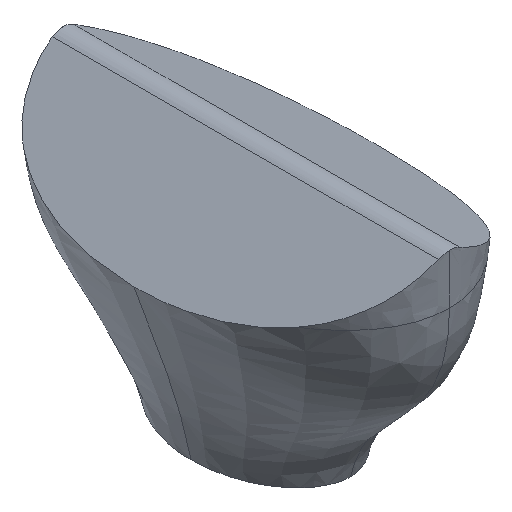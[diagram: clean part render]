
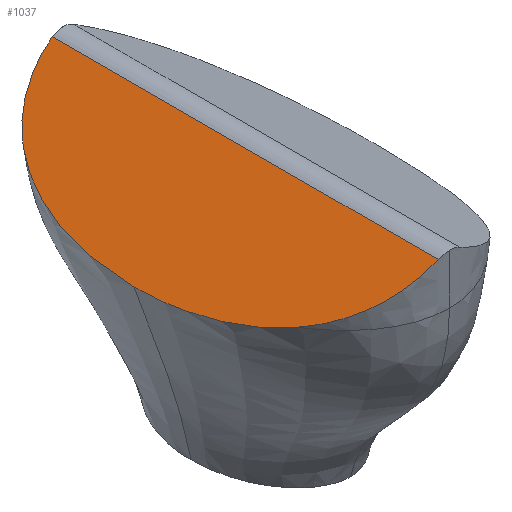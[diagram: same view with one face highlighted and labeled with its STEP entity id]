
A CAD part, isometric view. The second image highlights one B-rep face of the part: STEP entity #1037.
In plain terms, the highlighted planar face has unit normal (-0.5, 0, 0.866).
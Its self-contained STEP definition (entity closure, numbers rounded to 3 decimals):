
#60=CARTESIAN_POINT('',(-56.829,0.,
-287.963));
#61=CARTESIAN_POINT('',(-56.829,3.286,-287.963));
#62=CARTESIAN_POINT('',(-56.647,9.468,-287.858));
#63=CARTESIAN_POINT('',(-56.013,17.476,-287.492));
#64=CARTESIAN_POINT('',(-55.13,24.509,-286.982));
#65=CARTESIAN_POINT('',(-54.058,30.79,-286.363));
#66=CARTESIAN_POINT('',(-52.818,36.525,-285.648));
#67=CARTESIAN_POINT('',(-51.402,41.91,-284.83));
#68=CARTESIAN_POINT('',(-49.749,47.175,-283.876));
#69=CARTESIAN_POINT('',(-47.822,52.359,-282.763));
#70=CARTESIAN_POINT('',(-45.605,57.417,-281.483));
#71=CARTESIAN_POINT('',(-43.944,60.647,-280.524));
#72=CARTESIAN_POINT('',(-43.061,62.228,-280.014));
#94=DIRECTION('',(0.,1.,0.));
#95=VECTOR('',#94,179.476);
#96=CARTESIAN_POINT('',(-5.,-89.738,-258.04));
#97=LINE('',#96,#95);
#98=CARTESIAN_POINT('',(-5.,-89.738,-258.04));
#99=CARTESIAN_POINT('',(-7.334,-89.491,-259.387));
#100=CARTESIAN_POINT('',(-11.771,-88.66,
-261.949));
#101=CARTESIAN_POINT('',(-17.73,-86.605,
-265.389));
#102=CARTESIAN_POINT('',(-23.082,-83.882,
-268.479));
#103=CARTESIAN_POINT('',(-27.93,-80.565,
-271.278));
#104=CARTESIAN_POINT('',(-32.333,-76.703,
-273.82));
#105=CARTESIAN_POINT('',(-36.343,-72.315,
-276.135));
#106=CARTESIAN_POINT('',(-39.942,-67.475,
-278.214));
#107=CARTESIAN_POINT('',(-42.062,-64.015,
-279.438));
#108=CARTESIAN_POINT('',(-43.061,-62.228,
-280.014));
#245=CARTESIAN_POINT('',(-43.061,-62.228,
-280.014));
#246=CARTESIAN_POINT('',(-43.952,-60.633,
-280.529));
#247=CARTESIAN_POINT('',(-45.628,-57.372,
-281.497));
#248=CARTESIAN_POINT('',(-47.864,-52.257,
-282.787));
#249=CARTESIAN_POINT('',(-49.803,-47.021,
-283.907));
#250=CARTESIAN_POINT('',(-51.459,-41.715,
-284.863));
#251=CARTESIAN_POINT('',(-52.873,-36.297,
-285.679));
#252=CARTESIAN_POINT('',(-54.105,-30.545,
-286.39));
#253=CARTESIAN_POINT('',(-55.165,-24.269,
-287.003));
#254=CARTESIAN_POINT('',(-56.033,-17.273,
-287.503));
#255=CARTESIAN_POINT('',(-56.652,-9.337,
-287.861));
#256=CARTESIAN_POINT('',(-56.829,-3.237,
-287.963));
#257=CARTESIAN_POINT('',(-56.829,0.,
-287.963));
#277=CARTESIAN_POINT('',(-43.061,62.228,-280.014));
#278=CARTESIAN_POINT('',(-42.063,64.014,-279.438));
#279=CARTESIAN_POINT('',(-39.944,67.472,-278.215));
#280=CARTESIAN_POINT('',(-36.345,72.312,-276.137));
#281=CARTESIAN_POINT('',(-32.337,76.699,-273.823));
#282=CARTESIAN_POINT('',(-27.94,80.557,-271.284));
#283=CARTESIAN_POINT('',(-23.099,83.871,-268.489));
#284=CARTESIAN_POINT('',(-17.753,86.595,-265.402));
#285=CARTESIAN_POINT('',(-11.791,88.656,-261.961));
#286=CARTESIAN_POINT('',(-7.342,89.49,-259.392));
#287=CARTESIAN_POINT('',(-5.,89.738,-258.04));
#315=VERTEX_POINT('',#98);
#316=VERTEX_POINT('',#108);
#317=VERTEX_POINT('',#277);
#318=VERTEX_POINT('',#287);
#320=VERTEX_POINT('',#257);
#1021=CARTESIAN_POINT('',(-5.,-134.4,-258.04));
#1022=DIRECTION('',(0.5,0.,-0.866));
#1023=DIRECTION('',(-0.866,0.,-0.5));
#1024=AXIS2_PLACEMENT_3D('',#1021,#1022,#1023);
#1025=PLANE('',#1024);
#1027=ORIENTED_EDGE('',*,*,#1026,.T.);
#1029=ORIENTED_EDGE('',*,*,#1028,.T.);
#1030=ORIENTED_EDGE('',*,*,#1009,.T.);
#1032=ORIENTED_EDGE('',*,*,#1031,.T.);
#1034=ORIENTED_EDGE('',*,*,#1033,.F.);
#1035=EDGE_LOOP('',(#1027,#1029,#1030,#1032,#1034));
#1036=FACE_OUTER_BOUND('',#1035,.F.);
#1037=ADVANCED_FACE('',(#1036),#1025,.F.);
#73=B_SPLINE_CURVE_WITH_KNOTS('',3,(#60,#61,#62,#63,#64,#65,#66,#67,#68,#69,#70,
#71,#72),.UNSPECIFIED.,.F.,.F.,(4,1,1,1,1,1,1,1,1,1,4),(0.,0.1,0.2,0.3,
0.4,0.5,0.6,0.7,0.8,0.9,1.),.UNSPECIFIED.);
#109=B_SPLINE_CURVE_WITH_KNOTS('',3,(#98,#99,#100,#101,#102,#103,#104,#105,#106,
#107,#108),.UNSPECIFIED.,.F.,.F.,(4,1,1,1,1,1,1,1,4),(0.,0.125,0.25,
0.375,0.5,0.625,0.75,0.875,1.),.UNSPECIFIED.);
#258=B_SPLINE_CURVE_WITH_KNOTS('',3,(#245,#246,#247,#248,#249,#250,#251,#252,
#253,#254,#255,#256,#257),.UNSPECIFIED.,.F.,.F.,(4,1,1,1,1,1,1,1,1,1,4),(0.,
0.1,0.2,0.3,0.4,0.5,0.6,0.7,0.8,0.9,1.),.UNSPECIFIED.);
#288=B_SPLINE_CURVE_WITH_KNOTS('',3,(#277,#278,#279,#280,#281,#282,#283,#284,
#285,#286,#287),.UNSPECIFIED.,.F.,.F.,(4,1,1,1,1,1,1,1,4),(0.,0.125,0.25,
0.375,0.5,0.625,0.75,0.875,1.),.UNSPECIFIED.);
#1009=EDGE_CURVE('',#320,#317,#73,.T.);
#1026=EDGE_CURVE('',#315,#316,#109,.T.);
#1028=EDGE_CURVE('',#316,#320,#258,.T.);
#1031=EDGE_CURVE('',#317,#318,#288,.T.);
#1033=EDGE_CURVE('',#315,#318,#97,.T.);
